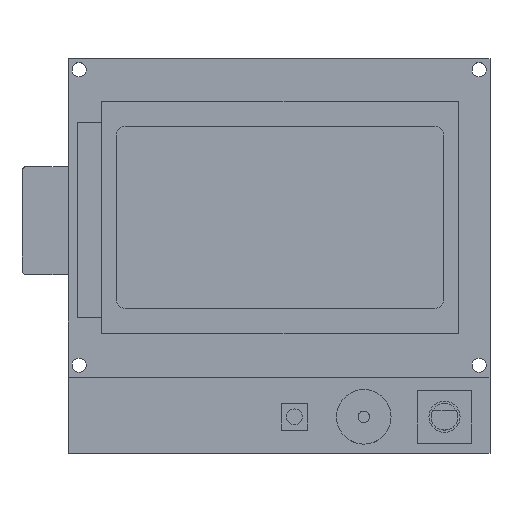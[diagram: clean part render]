
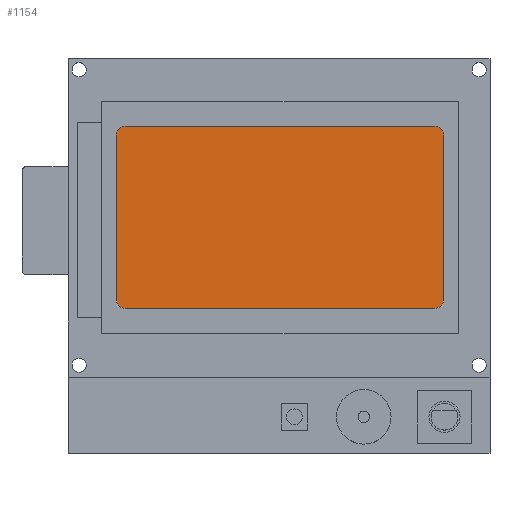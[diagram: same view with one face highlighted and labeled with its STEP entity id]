
A CAD part, top view. The second image highlights one B-rep face of the part: STEP entity #1154.
In plain terms, the highlighted planar face has unit normal (0, 0, 1).
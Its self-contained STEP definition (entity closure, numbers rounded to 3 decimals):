
#25 = CARTESIAN_POINT ( 'NONE',  ( 36.2, 0., 14.7 ) ) ;
#35 = LINE ( 'NONE', #4886, #2177 ) ;
#201 = AXIS2_PLACEMENT_3D ( 'NONE', #310, #3120, #732 ) ;
#282 = VECTOR ( 'NONE', #3631, 1000. ) ;
#297 = DIRECTION ( 'NONE',  ( -1., 0., 0. ) ) ;
#310 = CARTESIAN_POINT ( 'NONE',  ( -33.8, -9.525, 14.7 ) ) ;
#323 = DIRECTION ( 'NONE',  ( 1., 0., 0. ) ) ;
#392 = CIRCLE ( 'NONE', #2823, 2. ) ;
#537 = FACE_OUTER_BOUND ( 'NONE', #863, .T. ) ;
#574 = VERTEX_POINT ( 'NONE', #3521 ) ;
#690 = CARTESIAN_POINT ( 'NONE',  ( -35.8, -9.525, 14.7 ) ) ;
#701 = CARTESIAN_POINT ( 'NONE',  ( 36.2, -9.525, 14.7 ) ) ;
#732 = DIRECTION ( 'NONE',  ( 1., 0., 0. ) ) ;
#808 = EDGE_CURVE ( 'NONE', #1541, #2858, #392, .T. ) ;
#841 = CARTESIAN_POINT ( 'NONE',  ( 34.2, -9.525, 14.7 ) ) ;
#844 = CIRCLE ( 'NONE', #201, 2. ) ;
#863 = EDGE_LOOP ( 'NONE', ( #3617, #2441, #1035, #1267, #4042, #3357, #4875, #1344 ) ) ;
#903 = VERTEX_POINT ( 'NONE', #690 ) ;
#946 = VERTEX_POINT ( 'NONE', #701 ) ;
#988 = AXIS2_PLACEMENT_3D ( 'NONE', #841, #3643, #1246 ) ;
#1002 = EDGE_CURVE ( 'NONE', #2858, #574, #4985, .T. ) ;
#1030 = EDGE_CURVE ( 'NONE', #1689, #903, #844, .T. ) ;
#1035 = ORIENTED_EDGE ( 'NONE', *, *, #4142, .F. ) ;
#1154 = ADVANCED_FACE ( 'NONE', ( #537 ), #2325, .T. ) ;
#1199 = CIRCLE ( 'NONE', #988, 2. ) ;
#1246 = DIRECTION ( 'NONE',  ( 1., 0., 0. ) ) ;
#1267 = ORIENTED_EDGE ( 'NONE', *, *, #1030, .F. ) ;
#1344 = ORIENTED_EDGE ( 'NONE', *, *, #808, .T. ) ;
#1442 = LINE ( 'NONE', #2720, #2370 ) ;
#1541 = VERTEX_POINT ( 'NONE', #2453 ) ;
#1674 = DIRECTION ( 'NONE',  ( 0., 0., 1. ) ) ;
#1689 = VERTEX_POINT ( 'NONE', #2524 ) ;
#1785 = DIRECTION ( 'NONE',  ( 0., 0., 1. ) ) ;
#2062 = EDGE_CURVE ( 'NONE', #574, #3255, #3845, .T. ) ;
#2127 = CARTESIAN_POINT ( 'NONE',  ( 34.2, 28.475, 14.7 ) ) ;
#2177 = VECTOR ( 'NONE', #2482, 1000. ) ;
#2214 = CARTESIAN_POINT ( 'NONE',  ( -35.8, 26.475, 14.7 ) ) ;
#2325 = PLANE ( 'NONE',  #4945 ) ;
#2370 = VECTOR ( 'NONE', #5117, 1000. ) ;
#2441 = ORIENTED_EDGE ( 'NONE', *, *, #2062, .T. ) ;
#2453 = CARTESIAN_POINT ( 'NONE',  ( 36.2, 26.475, 14.7 ) ) ;
#2482 = DIRECTION ( 'NONE',  ( -1., 0., 0. ) ) ;
#2524 = CARTESIAN_POINT ( 'NONE',  ( -33.8, -11.525, 14.7 ) ) ;
#2720 = CARTESIAN_POINT ( 'NONE',  ( -35.8, 0., 14.7 ) ) ;
#2743 = DIRECTION ( 'NONE',  ( 0., 0., 1. ) ) ;
#2752 = EDGE_CURVE ( 'NONE', #946, #1541, #4545, .T. ) ;
#2823 = AXIS2_PLACEMENT_3D ( 'NONE', #4163, #1785, #4564 ) ;
#2858 = VERTEX_POINT ( 'NONE', #2127 ) ;
#3104 = EDGE_CURVE ( 'NONE', #3708, #1689, #35, .T. ) ;
#3120 = DIRECTION ( 'NONE',  ( 0., 0., -1. ) ) ;
#3255 = VERTEX_POINT ( 'NONE', #2214 ) ;
#3357 = ORIENTED_EDGE ( 'NONE', *, *, #3455, .T. ) ;
#3455 = EDGE_CURVE ( 'NONE', #3708, #946, #1199, .T. ) ;
#3456 = CARTESIAN_POINT ( 'NONE',  ( 34.2, -11.525, 14.7 ) ) ;
#3521 = CARTESIAN_POINT ( 'NONE',  ( -33.8, 28.475, 14.7 ) ) ;
#3617 = ORIENTED_EDGE ( 'NONE', *, *, #1002, .T. ) ;
#3631 = DIRECTION ( 'NONE',  ( 0., 1., 0. ) ) ;
#3643 = DIRECTION ( 'NONE',  ( 0., 0., 1. ) ) ;
#3708 = VERTEX_POINT ( 'NONE', #3456 ) ;
#3845 = CIRCLE ( 'NONE', #4504, 2. ) ;
#3917 = VECTOR ( 'NONE', #297, 1000. ) ;
#4042 = ORIENTED_EDGE ( 'NONE', *, *, #3104, .F. ) ;
#4054 = CARTESIAN_POINT ( 'NONE',  ( -33.8, 26.475, 14.7 ) ) ;
#4142 = EDGE_CURVE ( 'NONE', #903, #3255, #1442, .T. ) ;
#4163 = CARTESIAN_POINT ( 'NONE',  ( 34.2, 26.475, 14.7 ) ) ;
#4461 = DIRECTION ( 'NONE',  ( 1., 0., 0. ) ) ;
#4504 = AXIS2_PLACEMENT_3D ( 'NONE', #4054, #1674, #4461 ) ;
#4545 = LINE ( 'NONE', #25, #282 ) ;
#4564 = DIRECTION ( 'NONE',  ( 1., 0., 0. ) ) ;
#4699 = CARTESIAN_POINT ( 'NONE',  ( 0., 28.475, 14.7 ) ) ;
#4875 = ORIENTED_EDGE ( 'NONE', *, *, #2752, .T. ) ;
#4886 = CARTESIAN_POINT ( 'NONE',  ( 0., -11.525, 14.7 ) ) ;
#4945 = AXIS2_PLACEMENT_3D ( 'NONE', #5121, #2743, #323 ) ;
#4985 = LINE ( 'NONE', #4699, #3917 ) ;
#5117 = DIRECTION ( 'NONE',  ( 0., 1., 0. ) ) ;
#5121 = CARTESIAN_POINT ( 'NONE',  ( 0., 0., 14.7 ) ) ;
